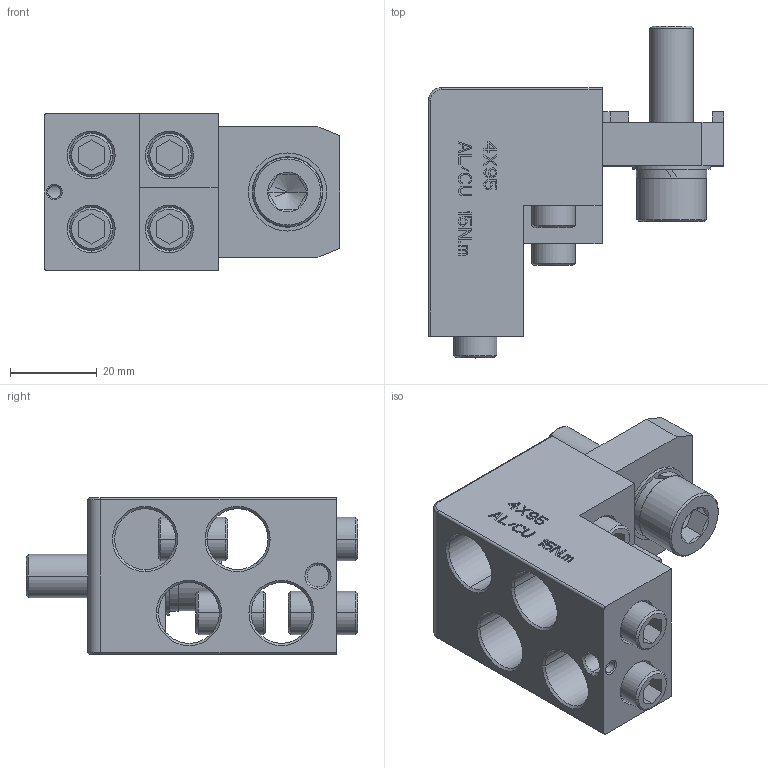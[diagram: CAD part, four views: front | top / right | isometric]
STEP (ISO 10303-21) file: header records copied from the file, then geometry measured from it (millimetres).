
FILE_DESCRIPTION((''),'2;1');
FILE_NAME('NM8-630_4__ASM','2021-09-07T08:23:43',('zhxmin'),(''),'CREO PARAMETRIC BY PTC INC, 2018020','CREO PARAMETRIC BY PTC INC, 2018020','');
FILE_SCHEMA(('CONFIG_CONTROL_DESIGN','SHAPE_APPEARANCE_LAYERS_GROUPS'));
Length unit declared in the file: metre
Products named in the file (11): 8ZTD-579-086; 8ZTD-901-048-7847; 8ZTD-901-048-8071; 8ZTD-901-048-8295; 8ZTD-901-048-8519; D10-GB860; D10-GB859; M10X35_GB70_SOLID_1; M10X35_GB70_QUILT_1; 5ZTD-574-169_ASM; NM8-630_4__ASM
Assembly tree (10 placements, depth 3):
  NM8-630_4__ASM
    5ZTD-574-169_ASM
      8ZTD-579-086
      8ZTD-901-048-7847
      8ZTD-901-048-8071
      8ZTD-901-048-8295
      8ZTD-901-048-8519
      D10-GB860
      D10-GB859
      M10X35_GB70_SOLID_1
      M10X35_GB70_QUILT_1
Bounding box: 68 x 76.4 x 36 mm (x, y, z)
Volume: 60710.8 mm3; surface area: 25172.7 mm2
Topology: 8 solids, 9 shells, 524 faces, 1457 edges, 970 vertices
Faces by surface type: plane 414, cone 57, cylinder 51, torus 2
Entity records: 17601 total; most frequent: CARTESIAN_POINT 3489, ORIENTED_EDGE 2906, DIRECTION 2761, EDGE_CURVE 1455, VECTOR 1189, LINE 1189, VERTEX_POINT 970, AXIS2_PLACEMENT_3D 786
